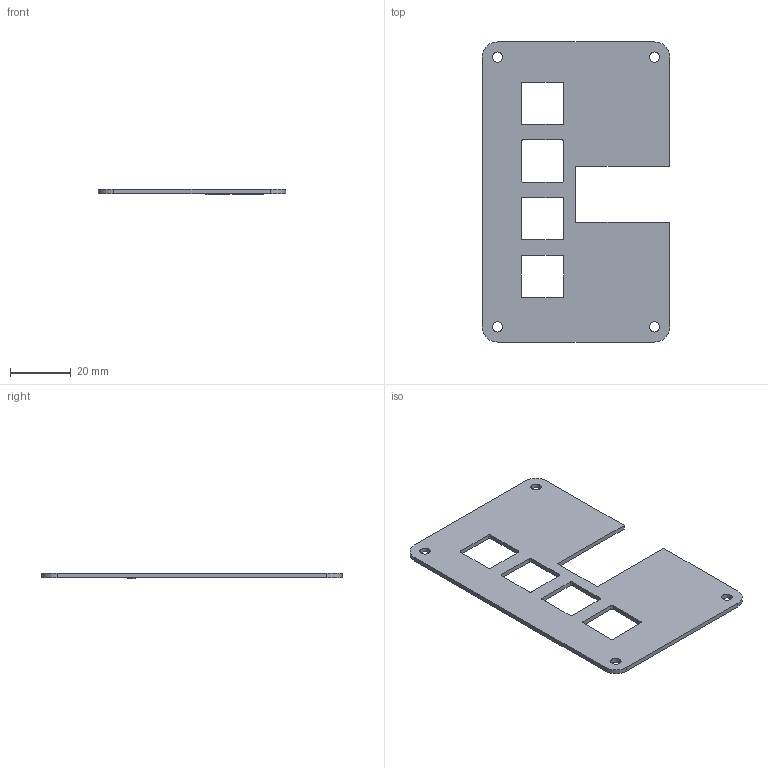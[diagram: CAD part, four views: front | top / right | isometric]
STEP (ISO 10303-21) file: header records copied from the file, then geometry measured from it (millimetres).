
FILE_DESCRIPTION(/* description */ (''),/* implementation_level */ '2;1');
FILE_NAME(/* name */ 'Untitled.step',/* time_stamp */ '2026-01-04T10:01:50-05:00',/* author */ (''),/* organization */ (''),/* preprocessor_version */ 'ST-DEVELOPER v20.1',/* originating_system */ 'Autodesk Translation Framework v14.21.0.0',/* authorisation */ '');
FILE_SCHEMA (('AUTOMOTIVE_DESIGN { 1 0 10303 214 3 1 1 }'));
Length unit declared in the file: millimetre
Products named in the file (1): 2026-01-04-09-32-21-136
Bounding box: 61.78 x 99 x 1.7 mm (x, y, z)
Volume: 7055.7 mm3; surface area: 10384.6 mm2
Topology: 1 solids, 1 shells, 387 faces, 1095 edges, 730 vertices
Faces by surface type: bspline 234, plane 129, cylinder 24
Full cylindrical faces by diameter (mm): 3.4 x4
Entity records: 14722 total; most frequent: CARTESIAN_POINT 6191, ORIENTED_EDGE 2190, EDGE_CURVE 1095, DIRECTION 983, VERTEX_POINT 730, LINE 579, VECTOR 579, B_SPLINE_CURVE_WITH_KNOTS 468
